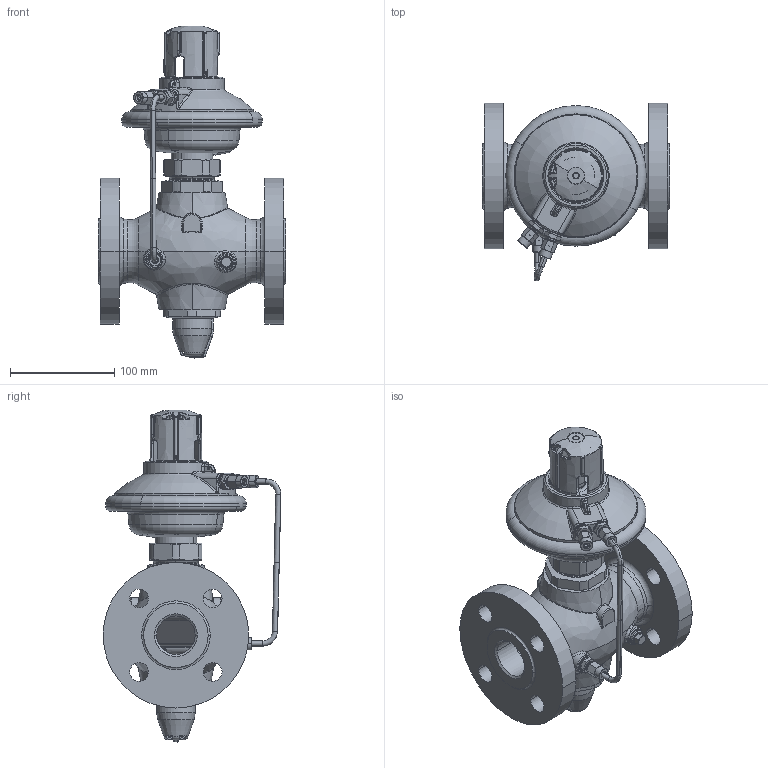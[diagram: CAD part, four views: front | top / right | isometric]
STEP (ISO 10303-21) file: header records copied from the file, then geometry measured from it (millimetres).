
FILE_DESCRIPTION((''),'2;1');
FILE_NAME('003H6563_ASM','2015-03-10T',('u317927'),('Danfoss'),'PRO/ENGINEER BY PARAMETRIC TECHNOLOGY CORPORATION, 2014000','PRO/ENGINEER BY PARAMETRIC TECHNOLOGY CORPORATION, 2014000','');
FILE_SCHEMA(('CONFIG_CONTROL_DESIGN'));
Length unit declared in the file: millimetre
Products named in the file (27): 100003149; 49763; SHILD-VGF; NIET2_5; 8883842; 8883844_ASM; SCREWDIN910; 88821540; 88821480_ASM; 8882954; AVQ-VALVE-32-FLANGE__ASM; 88812010; 8883806_INST-1; 8883807; MATICA_M45; 88811910_ASM; 88811030; 88811930_ASM; 88837710_ASM; 88810710; SERTO2; SERTO3; SERTO-2_ASM; 8883535; 8883503; 8883537A; 003H6563_ASM
Assembly tree (32 placements, depth 4):
  003H6563_ASM
    AVQ-VALVE-32-FLANGE__ASM
      100003149
      49763  x2
      SHILD-VGF
      NIET2_5  x2
      8883844_ASM
        8883842
      SCREWDIN910
      88821480_ASM
        88821540
      8882954
    88837710_ASM
      88811910_ASM
        88812010
        8883806_INST-1
        8883807
        MATICA_M45
      88811930_ASM
        88811030
    49763  x2
    SERTO-2_ASM  x3
      88810710
      SERTO2
      SERTO3
    8883535
    8883503
    8883537A
Bounding box: 180 x 170.89 x 319.17 mm (x, y, z)
Volume: 1226039.9 mm3; surface area: 365588.5 mm2
Topology: 29 solids, 49 shells, 1921 faces, 4570 edges, 2790 vertices
Faces by surface type: plane 549, cylinder 549, cone 337, torus 238, bspline 223, sphere 25
Entity records: 64124 total; most frequent: CARTESIAN_POINT 25554, ORIENTED_EDGE 8090, DIRECTION 7895, EDGE_CURVE 4078, AXIS2_PLACEMENT_3D 3360, VERTEX_POINT 2499, EDGE_LOOP 1842, CIRCLE 1793
